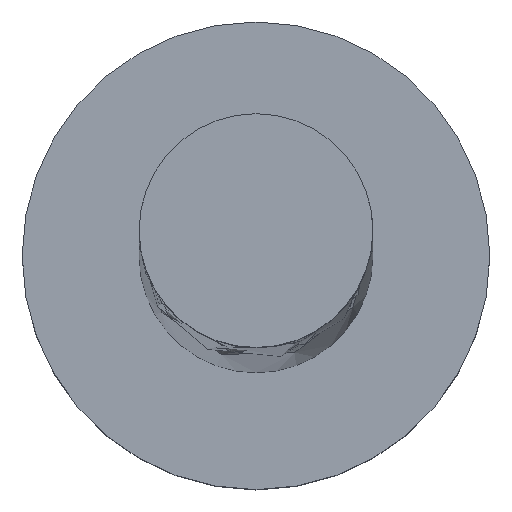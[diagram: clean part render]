
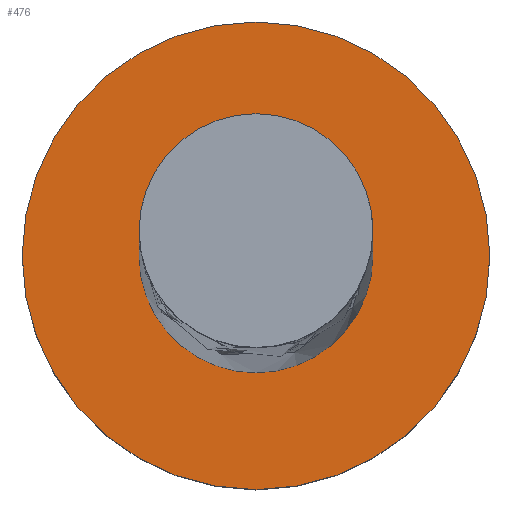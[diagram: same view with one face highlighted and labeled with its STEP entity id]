
A CAD part, top view. The second image highlights one B-rep face of the part: STEP entity #476.
In plain terms, the highlighted planar face has unit normal (0, 0, 1).
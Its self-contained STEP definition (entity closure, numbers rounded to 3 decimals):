
#49 = VERTEX_POINT ( 'NONE', #1087 ) ;
#69 = CIRCLE ( 'NONE', #1260, 6. ) ;
#99 = FACE_OUTER_BOUND ( 'NONE', #447, .T. ) ;
#100 = EDGE_CURVE ( 'NONE', #708, #1715, #1727, .T. ) ;
#116 = CIRCLE ( 'NONE', #424, 3. ) ;
#174 = EDGE_CURVE ( 'NONE', #49, #732, #69, .T. ) ;
#215 = DIRECTION ( 'NONE',  ( 0., 0., 1. ) ) ;
#361 = ORIENTED_EDGE ( 'NONE', *, *, #1796, .F. ) ;
#403 = CARTESIAN_POINT ( 'NONE',  ( 0., 0., 5. ) ) ;
#424 = AXIS2_PLACEMENT_3D ( 'NONE', #403, #1126, #1091 ) ;
#447 = EDGE_LOOP ( 'NONE', ( #1568, #1191 ) ) ;
#454 = AXIS2_PLACEMENT_3D ( 'NONE', #1592, #1851, #1137 ) ;
#476 = ADVANCED_FACE ( 'NONE', ( #568, #99 ), #1262, .T. ) ;
#493 = DIRECTION ( 'NONE',  ( 1., 0., 0. ) ) ;
#554 = ORIENTED_EDGE ( 'NONE', *, *, #100, .F. ) ;
#568 = FACE_BOUND ( 'NONE', #711, .T. ) ;
#639 = DIRECTION ( 'NONE',  ( 1., 0., 0. ) ) ;
#708 = VERTEX_POINT ( 'NONE', #1507 ) ;
#711 = EDGE_LOOP ( 'NONE', ( #361, #554 ) ) ;
#732 = VERTEX_POINT ( 'NONE', #925 ) ;
#907 = AXIS2_PLACEMENT_3D ( 'NONE', #1534, #215, #493 ) ;
#925 = CARTESIAN_POINT ( 'NONE',  ( 6., 0., 5. ) ) ;
#1044 = AXIS2_PLACEMENT_3D ( 'NONE', #1652, #1684, #1240 ) ;
#1087 = CARTESIAN_POINT ( 'NONE',  ( -6., 0., 5. ) ) ;
#1091 = DIRECTION ( 'NONE',  ( 1., 0., 0. ) ) ;
#1098 = CARTESIAN_POINT ( 'NONE',  ( 0., 0., 5. ) ) ;
#1126 = DIRECTION ( 'NONE',  ( 0., 0., 1. ) ) ;
#1137 = DIRECTION ( 'NONE',  ( 1., 0., 0. ) ) ;
#1138 = EDGE_CURVE ( 'NONE', #732, #49, #1857, .T. ) ;
#1191 = ORIENTED_EDGE ( 'NONE', *, *, #1138, .T. ) ;
#1240 = DIRECTION ( 'NONE',  ( 1., 0., 0. ) ) ;
#1260 = AXIS2_PLACEMENT_3D ( 'NONE', #1098, #1407, #639 ) ;
#1262 = PLANE ( 'NONE',  #454 ) ;
#1407 = DIRECTION ( 'NONE',  ( 0., 0., 1. ) ) ;
#1507 = CARTESIAN_POINT ( 'NONE',  ( 3., 0., 5. ) ) ;
#1534 = CARTESIAN_POINT ( 'NONE',  ( 0., 0., 5. ) ) ;
#1568 = ORIENTED_EDGE ( 'NONE', *, *, #174, .T. ) ;
#1592 = CARTESIAN_POINT ( 'NONE',  ( 0., 0., 5. ) ) ;
#1652 = CARTESIAN_POINT ( 'NONE',  ( 0., 0., 5. ) ) ;
#1684 = DIRECTION ( 'NONE',  ( 0., 0., 1. ) ) ;
#1715 = VERTEX_POINT ( 'NONE', #1882 ) ;
#1727 = CIRCLE ( 'NONE', #1044, 3. ) ;
#1796 = EDGE_CURVE ( 'NONE', #1715, #708, #116, .T. ) ;
#1851 = DIRECTION ( 'NONE',  ( 0., 0., 1. ) ) ;
#1857 = CIRCLE ( 'NONE', #907, 6. ) ;
#1882 = CARTESIAN_POINT ( 'NONE',  ( -3., 0., 5. ) ) ;
